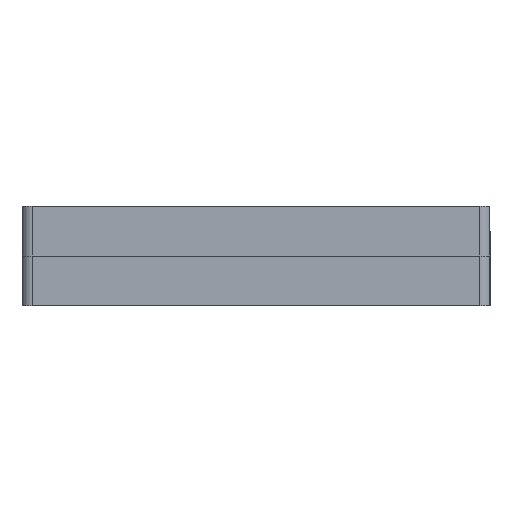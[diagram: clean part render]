
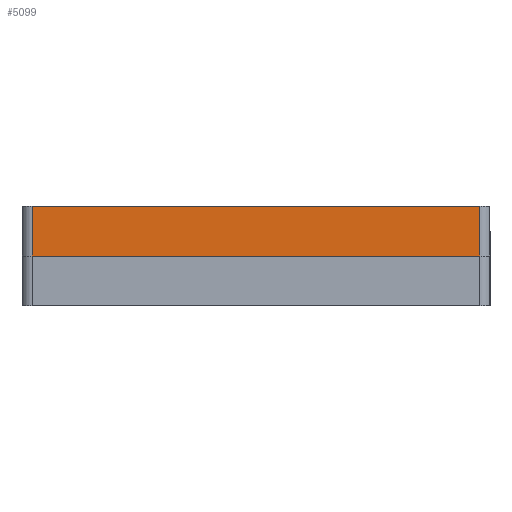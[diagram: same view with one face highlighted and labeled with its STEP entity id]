
A CAD part, front view. The second image highlights one B-rep face of the part: STEP entity #5099.
In plain terms, the highlighted planar face has unit normal (0, -1, 0).
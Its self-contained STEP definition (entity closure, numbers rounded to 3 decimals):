
#189=PLANE('',#5491);
#359=FACE_OUTER_BOUND('',#640,.T.);
#640=EDGE_LOOP('',(#3750,#3751,#3752,#3753));
#1064=LINE('',#7873,#1540);
#1065=LINE('',#7877,#1541);
#1066=LINE('',#7879,#1542);
#1067=LINE('',#7880,#1543);
#1540=VECTOR('',#6313,10.);
#1541=VECTOR('',#6318,10.);
#1542=VECTOR('',#6319,10.);
#1543=VECTOR('',#6320,10.);
#2306=VERTEX_POINT('',#7870);
#2307=VERTEX_POINT('',#7872);
#2308=VERTEX_POINT('',#7876);
#2309=VERTEX_POINT('',#7878);
#2869=EDGE_CURVE('',#2306,#2307,#1064,.T.);
#2871=EDGE_CURVE('',#2306,#2308,#1065,.F.);
#2872=EDGE_CURVE('',#2309,#2308,#1066,.T.);
#2873=EDGE_CURVE('',#2309,#2307,#1067,.T.);
#3750=ORIENTED_EDGE('',*,*,#2869,.F.);
#3751=ORIENTED_EDGE('',*,*,#2871,.T.);
#3752=ORIENTED_EDGE('',*,*,#2872,.F.);
#3753=ORIENTED_EDGE('',*,*,#2873,.T.);
#5099=ADVANCED_FACE('',(#359),#189,.T.);
#5491=AXIS2_PLACEMENT_3D('',#7875,#6316,#6317);
#6313=DIRECTION('',(0.,0.,-1.));
#6316=DIRECTION('center_axis',(0.,-1.,0.));
#6317=DIRECTION('ref_axis',(1.,0.,0.));
#6318=DIRECTION('',(1.,0.,0.));
#6319=DIRECTION('',(0.,0.,1.));
#6320=DIRECTION('',(1.,0.,0.));
#7870=CARTESIAN_POINT('',(43.3,-1.5,1.55));
#7872=CARTESIAN_POINT('',(43.3,-1.5,-3.3));
#7873=CARTESIAN_POINT('',(43.3,-1.5,-3.3));
#7875=CARTESIAN_POINT('Origin',(-1.5,-1.5,-3.3));
#7876=CARTESIAN_POINT('',(-0.5,-1.5,1.55));
#7877=CARTESIAN_POINT('',(9.95,-1.5,1.55));
#7878=CARTESIAN_POINT('',(-0.5,-1.5,-3.3));
#7879=CARTESIAN_POINT('',(-0.5,-1.5,-3.3));
#7880=CARTESIAN_POINT('',(-1.5,-1.5,-3.3));
